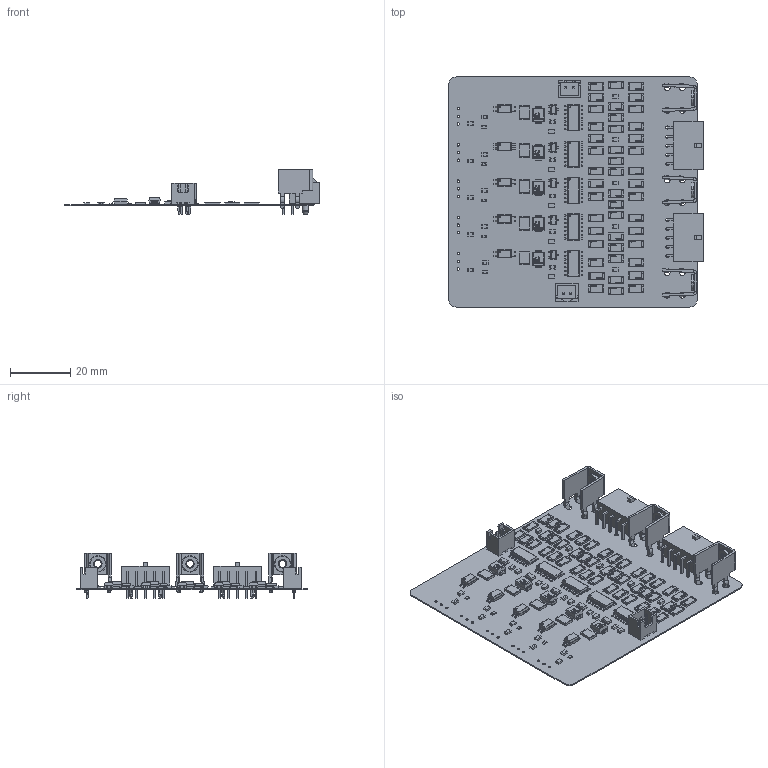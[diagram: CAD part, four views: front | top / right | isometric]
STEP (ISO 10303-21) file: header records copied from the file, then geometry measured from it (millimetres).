
FILE_DESCRIPTION(('Open CASCADE Model'),'2;1');
FILE_NAME('Open CASCADE Shape Model','2024-05-08T21:43:30',('Author'),( 'Open CASCADE'),'Open CASCADE STEP processor 6.8','Open CASCADE 6.8' ,'Unknown');
FILE_SCHEMA(('AUTOMOTIVE_DESIGN { 1 0 10303 214 1 1 1 1 }'));
Length unit declared in the file: millimetre
Products named in the file (147): PCB; Board; Open CASCADE STEP translator 6.8 1.1.1; J3; 5828975392; J2; J1; Thermal; 5828975232; Open CASCADE STEP translator 6.8 1.5.1.1; Open CASCADE STEP translator 6.8 1.5.1.2; Power; U1_U5; 5828972992; Body; PinsArrayLR; U1_U4; U1_U3; U1_U2; U1_U1; Tx; 5828979312; Rx; 5828972752; R28_U5; Res_Yageo_RC2010JK-071KL_eec; RC2010JK-071KL; Yageo; R28_U4; R28_U3; R28_U2; R28_U1; R27_U5; R27_U4; R27_U3; R27_U2; R27_U1; R26_U5; R26_U4; R26_U3 ...
Assembly tree (238 placements, depth 4):
  PCB
    Board
      Open CASCADE STEP translator 6.8 1.1.1
    J3
      5828975392
    J2
      5828975392
    J1
      5828975392
    Thermal
      5828975232
        Open CASCADE STEP translator 6.8 1.5.1.1
        Open CASCADE STEP translator 6.8 1.5.1.2
    Power
      5828975232
        Open CASCADE STEP translator 6.8 1.5.1.1
        Open CASCADE STEP translator 6.8 1.5.1.2
    U1_U5
      5828972992
        Body
        PinsArrayLR
    U1_U4
      5828972992
        Body
        PinsArrayLR
    U1_U3
      5828972992
        Body
        PinsArrayLR
    U1_U2
      5828972992
        Body
        PinsArrayLR
    U1_U1
      5828972992
        Body
        PinsArrayLR
    Tx
      5828979312
    Rx
      5828972752
    R28_U5
      Res_Yageo_RC2010JK-071KL_eec
        RC2010JK-071KL
        Yageo
    R28_U4
      Res_Yageo_RC2010JK-071KL_eec
        RC2010JK-071KL
        Yageo
    R28_U3
      Res_Yageo_RC2010JK-071KL_eec
        RC2010JK-071KL
        Yageo
    R28_U2
      Res_Yageo_RC2010JK-071KL_eec
        RC2010JK-071KL
        Yageo
    R28_U1
      Res_Yageo_RC2010JK-071KL_eec
        RC2010JK-071KL
Bounding box: 84.21 x 76.07 x 15.13 mm (x, y, z)
Volume: 6346 mm3; surface area: 22944.7 mm2
Topology: 642 solids, 642 shells, 8396 faces, 21588 edges, 14315 vertices
Faces by surface type: plane 7052, bspline 681, cylinder 653, torus 6, cone 4
Full cylindrical faces by diameter (mm): 0.155 x5, 0.487 x5, 0.55 x5, 0.812 x15, 1.02 x20, 1.05 x4, 1.95 x12, 3 x4
Entity records: 42329 total; most frequent: CARTESIAN_POINT 7544, ORIENTED_EDGE 6136, DIRECTION 6103, EDGE_CURVE 3068, LINE 2513, VECTOR 2513, VERTEX_POINT 2049, AXIS2_PLACEMENT_3D 1795
